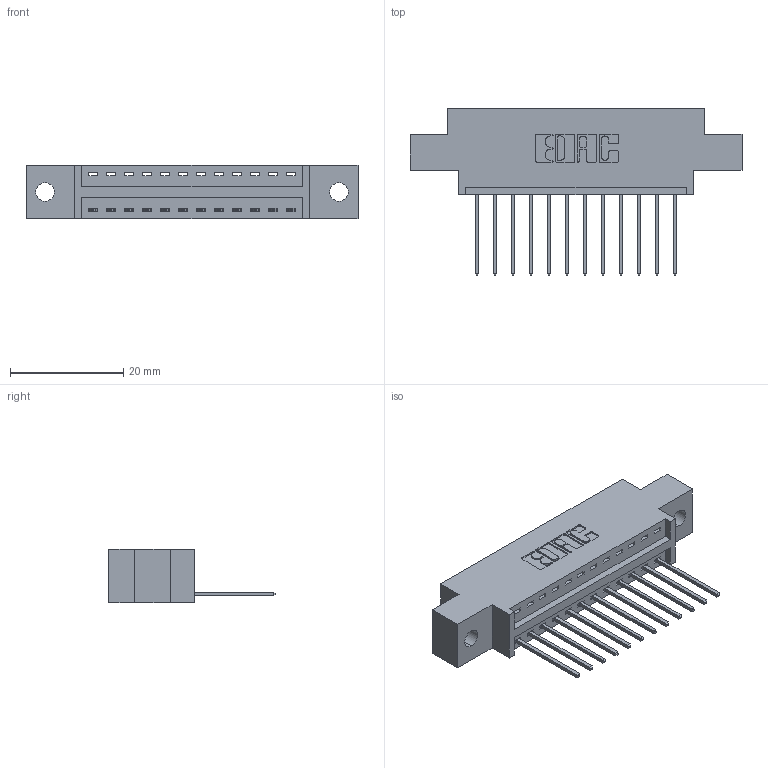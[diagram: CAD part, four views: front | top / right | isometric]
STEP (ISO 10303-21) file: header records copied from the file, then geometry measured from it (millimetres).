
FILE_DESCRIPTION (( 'STEP AP203' ), '1' );
FILE_NAME ('396-012-540-602.STEP', '2018-08-31T06:23:30', ( '' ), ( '' ), 'SwSTEP 2.0', 'SolidWorks 2016', '' );
FILE_SCHEMA (( 'CONFIG_CONTROL_DESIGN' ));
Length unit declared in the file: inch
Products named in the file (3): 346 Part_0.170 Offset - 0.128 Dia; 345-292-001_345-293-140; 396-012-540-602
Assembly tree (13 placements, depth 2):
  396-012-540-602
    346 Part_0.170 Offset - 0.128 Dia
    345-292-001_345-293-140  x12
Bounding box: 58.67 x 29.46 x 9.4 mm (x, y, z)
Volume: 5234.7 mm3; surface area: 6226.6 mm2
Topology: 13 solids, 13 shells, 822 faces, 2453 edges, 1618 vertices
Faces by surface type: plane 560, cylinder 262
Entity records: 11639 total; most frequent: CARTESIAN_POINT 2012, ORIENTED_EDGE 1958, DIRECTION 1811, EDGE_CURVE 979, VECTOR 799, LINE 799, VERTEX_POINT 650, AXIS2_PLACEMENT_3D 506
